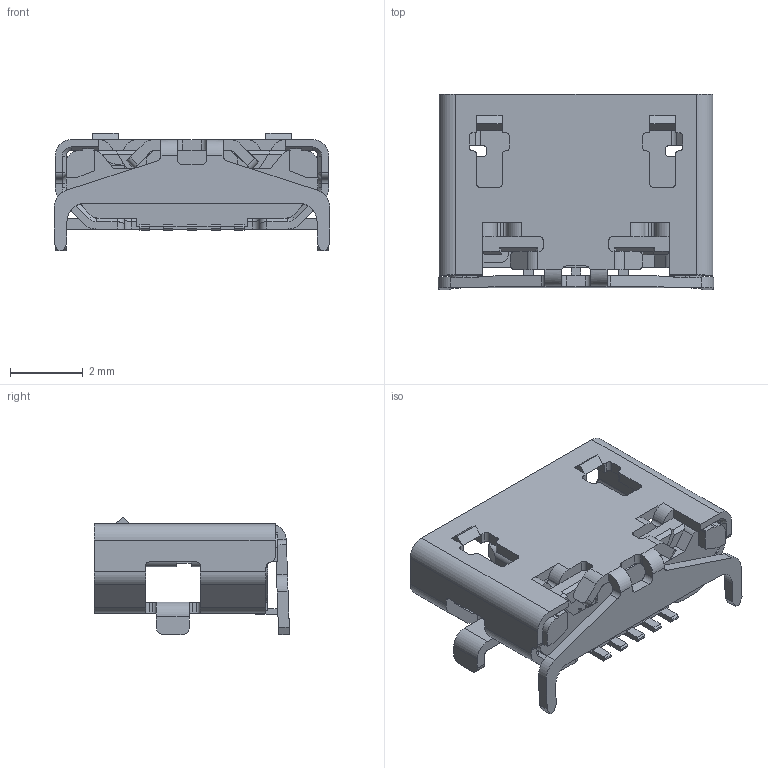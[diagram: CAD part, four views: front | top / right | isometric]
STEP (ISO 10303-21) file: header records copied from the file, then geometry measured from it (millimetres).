
FILE_DESCRIPTION(('CoCreate Modeling STEP Export'),'2;1');
FILE_NAME('全插式无翻边牛角7.2.stp','2017-03-02T15:39:08',(''),(''),'CoCreate Modeling STEP processor for AP214 (Solid Model)','CoCreate Modeling 16.00 13-May-2008 (C) Parametric Technology GmbH','');
FILE_SCHEMA(('AUTOMOTIVE_DESIGN { 1 0 10303 214 1 1 1 1 }'));
Length unit declared in the file: millimetre
Products named in the file (27): HOUSING; 2DIP2MSTMOLDING_1; 2DIP2MST640_ASM; USB-1009-05S_STP; 2DIP2MSTMOLDING; 010101010-03X__X2_524D63-167320; 010101010-03X__X2_524D63-169480; 000_STP_2_1; 010101010-03X__X2_524D63-170040; 000_STP_2; 010101010-03X__X2_524D63-171480; 010101010-03X__X2_524D63-172560; 000_STP_1; 000_STP; 010101010-03X__X2_524D63-173440; _X2_516863D25F0F65B07ED36784_X0_ASM; 7.stp
Assembly tree (26 placements, depth 9):
  7.stp
    _X2_516863D25F0F65B07ED36784_X0_ASM
      010101010-03X__X2_524D63-173440
        000_STP
          000_STP_1
            010101010-03X__X2_524D63-172560
              USB-1009-05S_STP
                2DIP2MST640_ASM
          010101010-03X__X2_524D63-171480
            USB-1009-05S_STP
              2DIP2MST640_ASM
        000_STP_2
          010101010-03X__X2_524D63-170040
            000_STP_2_1
              010101010-03X__X2_524D63-169480
                USB-1009-05S_STP
                  2DIP2MST640_ASM
            USB-1009-05S_STP
              2DIP2MST640_ASM
          010101010-03X__X2_524D63-167320
            USB-1009-05S_STP
              2DIP2MST640_ASM
                2DIP2MSTMOLDING
        USB-1009-05S_STP
          2DIP2MST640_ASM
            2DIP2MSTMOLDING_1
              HOUSING
Bounding box: 7.55 x 5.35 x 3.23 mm (x, y, z)
Surface area: 257.4 mm2 (no closed solid volume)
Topology: 0 solids, 11 shells, 758 faces, 2128 edges, 1369 vertices
Faces by surface type: plane 507, cylinder 221, cone 26, bspline 4
Entity records: 25645 total; most frequent: CARTESIAN_POINT 5409, ORIENTED_EDGE 4267, DIRECTION 4006, EDGE_CURVE 2128, VECTOR 1582, LINE 1582, VERTEX_POINT 1369, AXIS2_PLACEMENT_3D 1212
